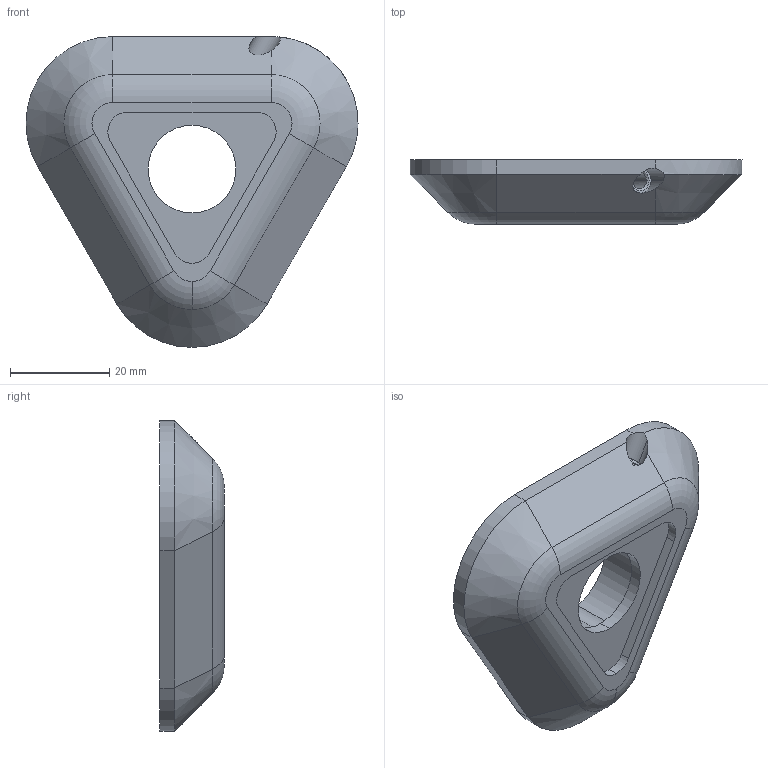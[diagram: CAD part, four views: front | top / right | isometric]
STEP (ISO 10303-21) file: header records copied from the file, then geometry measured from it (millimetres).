
FILE_DESCRIPTION (( 'STEP AP203' ), '1' );
FILE_NAME ('ALTI_USI_0013_platine.STEP', '2019-09-11T11:47:01', ( '' ), ( '' ), 'SwSTEP 2.0', 'SolidWorks 2016', '' );
FILE_SCHEMA (( 'CONFIG_CONTROL_DESIGN' ));
Length unit declared in the file: millimetre
Products named in the file (1): ALTI_USI_0013_platine
Bounding box: 67 x 13 x 62.71 mm (x, y, z)
Volume: 25270.2 mm3; surface area: 8437.7 mm2
Topology: 1 solids, 1 shells, 66 faces, 167 edges, 102 vertices
Faces by surface type: cylinder 33, plane 18, cone 11, torus 4
Entity records: 2052 total; most frequent: DIRECTION 364, CARTESIAN_POINT 360, ORIENTED_EDGE 322, EDGE_CURVE 161, AXIS2_PLACEMENT_3D 142, VERTEX_POINT 102, VECTOR 80, LINE 80
